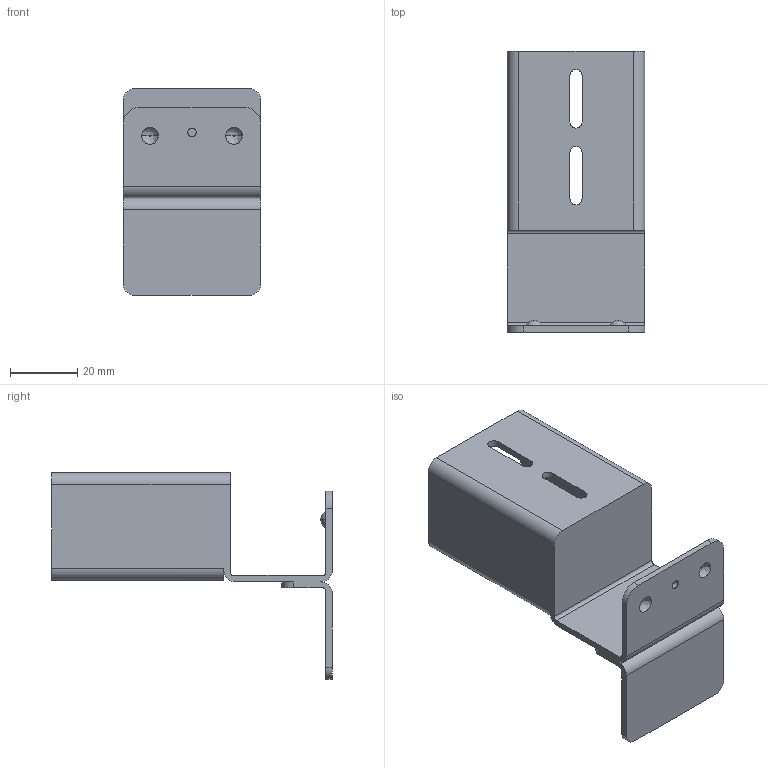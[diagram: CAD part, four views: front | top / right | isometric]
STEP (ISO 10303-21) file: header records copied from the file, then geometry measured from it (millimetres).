
FILE_DESCRIPTION (( 'STEP AP203' ), '1' );
FILE_NAME ('AL-FH-2033B Êðîíøòåéí äëÿ ñòàëüíîé íàïðàâëÿþùåé òèï Â.STEP', '2025-03-20T10:19:12', ( '' ), ( '' ), 'SwSTEP 2.0', 'SolidWorks 2021', '' );
FILE_SCHEMA (( 'CONFIG_CONTROL_DESIGN' ));
Length unit declared in the file: millimetre
Products named in the file (1): AL-FH-2033B Êðîíøòåéí äëÿ ñòàëüíîé íàïðàâëÿþùåé òèï Â
Bounding box: 41 x 83.6 x 61.5 mm (x, y, z)
Volume: 20377 mm3; surface area: 21231.4 mm2
Topology: 1 solids, 1 shells, 75 faces, 203 edges, 134 vertices
Faces by surface type: plane 37, cylinder 30, bspline 8
Entity records: 3018 total; most frequent: CARTESIAN_POINT 1065, ORIENTED_EDGE 406, DIRECTION 379, EDGE_CURVE 203, AXIS2_PLACEMENT_3D 140, VERTEX_POINT 134, LINE 99, VECTOR 99
